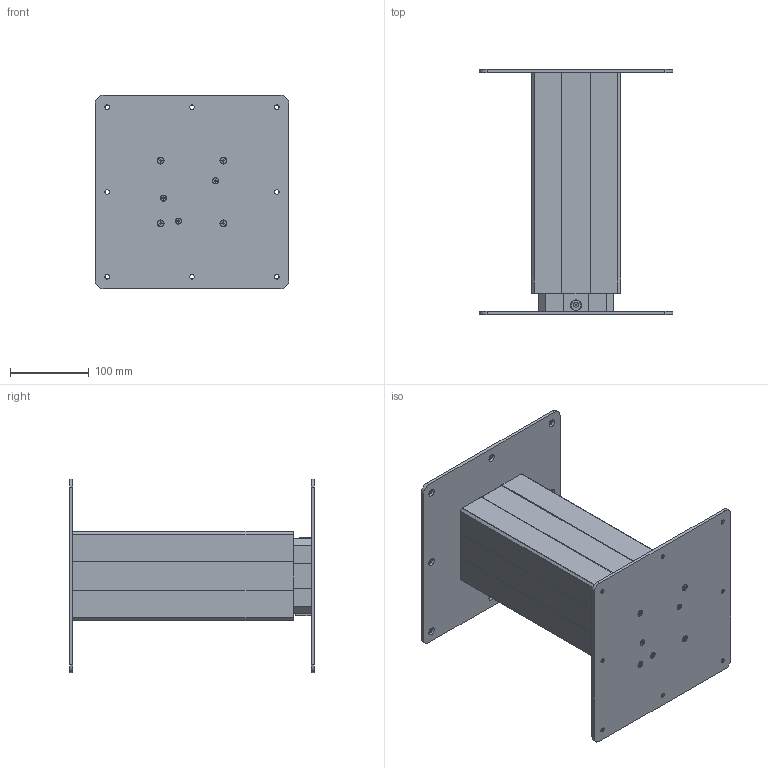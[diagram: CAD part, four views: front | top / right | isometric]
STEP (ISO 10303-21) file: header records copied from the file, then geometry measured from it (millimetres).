
FILE_DESCRIPTION (( 'STEP AP203' ), '1' );
FILE_NAME ('310萇雄笢臏.STEP', '2025-12-15T01:48:52', ( 'Microsoft' ), ( 'MS' ), 'SwSTEP 2.0', 'SolidWorks 2018', '' );
FILE_SCHEMA (( 'CONFIG_CONTROL_DESIGN' ));
Length unit declared in the file: millimetre
Products named in the file (8): 湮臏; 苤臏; 霧齪; 蹟佪; 310萇雄笢臏; 笢臏; 奻沺啣; 狟沺啣
Assembly tree (19 placements, depth 2):
  310萇雄笢臏
    奻沺啣
    狟沺啣
    湮臏
    笢臏
    苤臏
    霧齪
    蹟佪  x13
Bounding box: 245 x 310.05 x 245 mm (x, y, z)
Volume: 822441.2 mm3; surface area: 936253.4 mm2
Topology: 19 solids, 19 shells, 868 faces, 2308 edges, 1509 vertices
Faces by surface type: plane 456, cylinder 180, bspline 118, cone 110, sphere 2, torus 2
Entity records: 20216 total; most frequent: CARTESIAN_POINT 5503, ORIENTED_EDGE 2928, DIRECTION 2554, EDGE_CURVE 1464, LINE 1086, VECTOR 1086, VERTEX_POINT 955, AXIS2_PLACEMENT_3D 734
